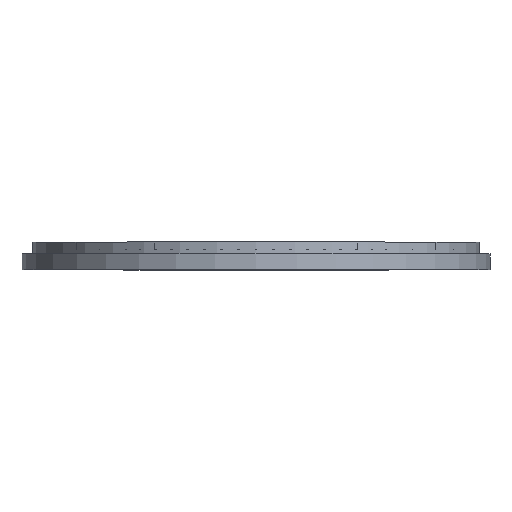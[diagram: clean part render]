
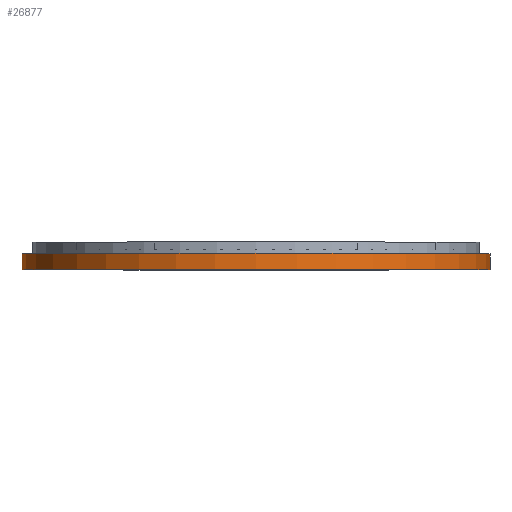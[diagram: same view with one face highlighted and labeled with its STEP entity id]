
A CAD part, top view. The second image highlights one B-rep face of the part: STEP entity #26877.
In plain terms, the highlighted cylindrical face has radius 385 mm (diameter 770 mm), a full revolution.
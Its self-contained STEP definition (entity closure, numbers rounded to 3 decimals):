
#15976=CARTESIAN_POINT('',(385.0,-30.34,0.0));
#15977=VERTEX_POINT('',#15976);
#15978=CARTESIAN_POINT('',(0.0,-30.34,0.0));
#15979=DIRECTION('',(0.0,-1.0,0.0));
#15980=DIRECTION('',(1.0,0.0,0.0));
#15981=AXIS2_PLACEMENT_3D('',#15978,#15979,#15980);
#15982=CIRCLE('',#15981,385.0);
#15983=EDGE_CURVE('',#15977,#15977,#15982,.T.);
#26611=CARTESIAN_POINT('',(385.0,-4.341,0.0));
#26612=VERTEX_POINT('',#26611);
#26613=CARTESIAN_POINT('',(0.0,-4.341,0.0));
#26614=DIRECTION('',(0.0,-1.0,0.0));
#26615=DIRECTION('',(1.0,0.0,0.0));
#26616=AXIS2_PLACEMENT_3D('',#26613,#26614,#26615);
#26617=CIRCLE('',#26616,385.0);
#26618=EDGE_CURVE('',#26612,#26612,#26617,.T.);
#26866=CARTESIAN_POINT('',(0.0,-17.341,0.0));
#26867=DIRECTION('',(0.0,-1.0,0.0));
#26868=DIRECTION('',(1.0,0.0,0.0));
#26869=AXIS2_PLACEMENT_3D('',#26866,#26867,#26868);
#26870=CYLINDRICAL_SURFACE('',#26869,385.0);
#26871=ORIENTED_EDGE('',*,*,#15983,.F.);
#26872=EDGE_LOOP('',(#26871));
#26873=FACE_OUTER_BOUND('',#26872,.T.);
#26874=ORIENTED_EDGE('',*,*,#26618,.T.);
#26875=EDGE_LOOP('',(#26874));
#26876=FACE_BOUND('',#26875,.T.);
#26877=ADVANCED_FACE('',(#26873,#26876),#26870,.T.);
